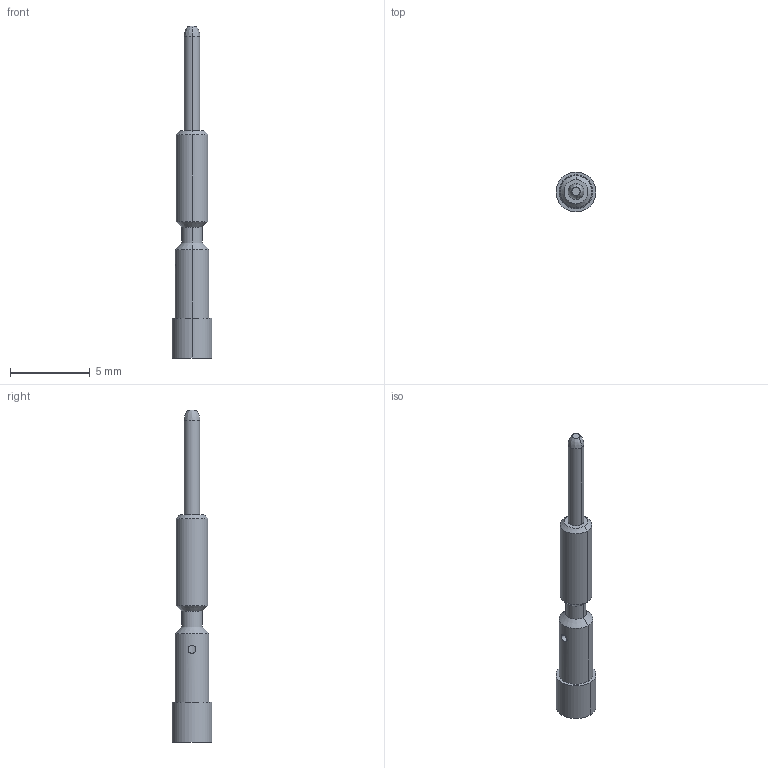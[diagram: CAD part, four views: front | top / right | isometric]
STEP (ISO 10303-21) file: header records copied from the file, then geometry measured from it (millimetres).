
FILE_DESCRIPTION((''),'2;1');
FILE_NAME('SF-6AP2000_1605554','2013-10-30T',('feitelbuss'),(''),'PRO/ENGINEER BY PARAMETRIC TECHNOLOGY CORPORATION, 2012480','PRO/ENGINEER BY PARAMETRIC TECHNOLOGY CORPORATION, 2012480','');
FILE_SCHEMA(('AUTOMOTIVE_DESIGN { 1 0 10303 214 1 1 1 1 }'));
Length unit declared in the file: millimetre
Products named in the file (1): SF-6AP2000_1605554
Bounding box: 2.5 x 2.5 x 20.8 mm (x, y, z)
Volume: 38.6 mm3; surface area: 154.6 mm2
Topology: 1 solids, 1 shells, 38 faces, 78 edges, 43 vertices
Faces by surface type: cylinder 16, cone 12, plane 4, torus 4, bspline 2
Entity records: 1201 total; most frequent: CARTESIAN_POINT 233, DIRECTION 188, ORIENTED_EDGE 152, AXIS2_PLACEMENT_3D 80, EDGE_CURVE 76, CIRCLE 44, VERTEX_POINT 43, EDGE_LOOP 43
